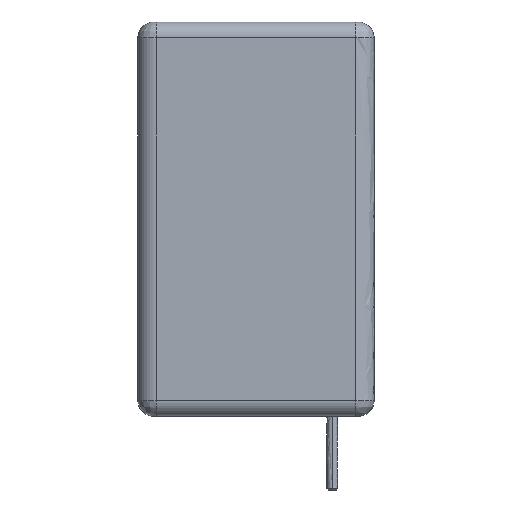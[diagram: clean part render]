
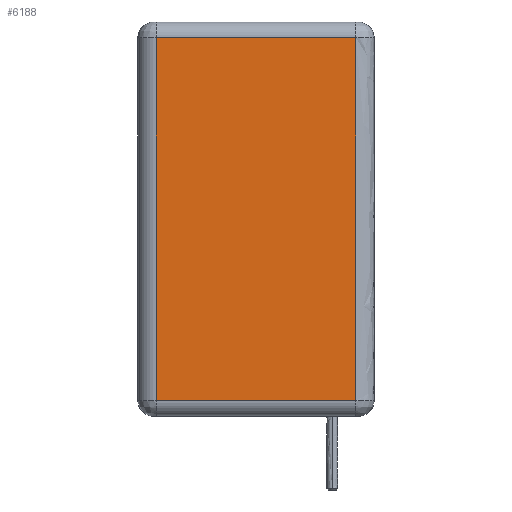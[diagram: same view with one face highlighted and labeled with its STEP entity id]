
A CAD part, front view. The second image highlights one B-rep face of the part: STEP entity #6188.
In plain terms, the highlighted planar face has unit normal (0, -1, 0).
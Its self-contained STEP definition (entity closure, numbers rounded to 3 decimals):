
#3293=CARTESIAN_POINT('',(-16.75,-21.5,1.5));
#3294=VERTEX_POINT('',#3293);
#3312=CARTESIAN_POINT('',(2.25,-21.5,1.5));
#3313=VERTEX_POINT('',#3312);
#3321=CARTESIAN_POINT('',(2.25,-21.5,1.5));
#3322=DIRECTION('',(-1.0,0.0,0.0));
#3323=VECTOR('',#3322,19.);
#3324=LINE('',#3321,#3323);
#3325=EDGE_CURVE('',#3313,#3294,#3324,.T.);
#6146=CARTESIAN_POINT('',(-16.75,-21.5,36.0));
#6147=VERTEX_POINT('',#6146);
#6148=CARTESIAN_POINT('',(-16.75,-21.5,1.5));
#6149=DIRECTION('',(0.0,0.0,1.0));
#6150=VECTOR('',#6149,34.5);
#6151=LINE('',#6148,#6150);
#6152=EDGE_CURVE('',#3294,#6147,#6151,.T.);
#6165=CARTESIAN_POINT('',(-5.5,-21.5,0.5));
#6166=DIRECTION('',(0.0,-1.0,0.0));
#6167=DIRECTION('',(0.0,0.0,-1.0));
#6168=AXIS2_PLACEMENT_3D('',#6165,#6166,#6167);
#6169=PLANE('',#6168);
#6170=ORIENTED_EDGE('',*,*,#3325,.F.);
#6171=CARTESIAN_POINT('',(2.25,-21.5,36.0));
#6172=VERTEX_POINT('',#6171);
#6173=CARTESIAN_POINT('',(2.25,-21.5,1.5));
#6174=DIRECTION('',(0.0,0.0,1.0));
#6175=VECTOR('',#6174,34.5);
#6176=LINE('',#6173,#6175);
#6177=EDGE_CURVE('',#3313,#6172,#6176,.T.);
#6178=ORIENTED_EDGE('',*,*,#6177,.T.);
#6179=CARTESIAN_POINT('',(-16.75,-21.5,36.0));
#6180=DIRECTION('',(1.0,0.0,0.0));
#6181=VECTOR('',#6180,19.);
#6182=LINE('',#6179,#6181);
#6183=EDGE_CURVE('',#6147,#6172,#6182,.T.);
#6184=ORIENTED_EDGE('',*,*,#6183,.F.);
#6185=ORIENTED_EDGE('',*,*,#6152,.F.);
#6186=EDGE_LOOP('',(#6170,#6178,#6184,#6185));
#6187=FACE_OUTER_BOUND('',#6186,.T.);
#6188=ADVANCED_FACE('',(#6187),#6169,.T.);
